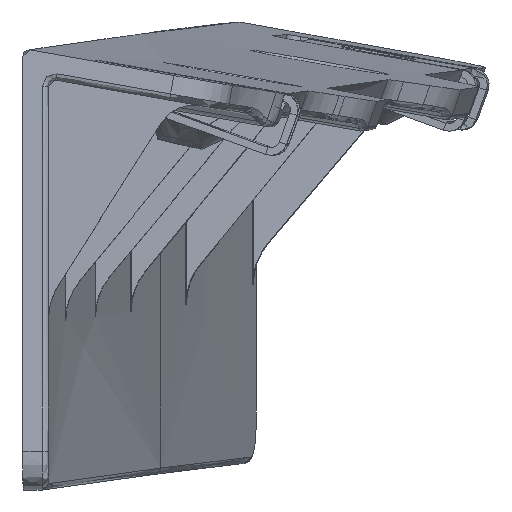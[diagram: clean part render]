
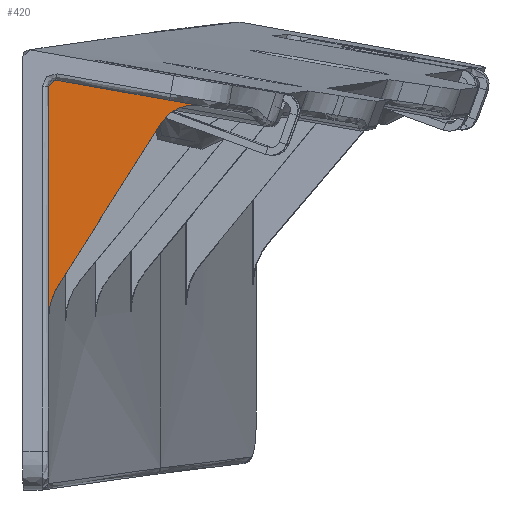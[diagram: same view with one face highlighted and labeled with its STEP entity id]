
A CAD part, left-side view. The second image highlights one B-rep face of the part: STEP entity #420.
In plain terms, the highlighted free-form (B-spline) face has degree [3, 3] with [4, 4] control points.
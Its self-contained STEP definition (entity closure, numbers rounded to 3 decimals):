
#215=B_SPLINE_SURFACE_WITH_KNOTS('',3,3,((#13026,#13027,#13028,#13029),
(#13030,#13031,#13032,#13033),(#13034,#13035,#13036,#13037),(#13038,#13039,
#13040,#13041)),.UNSPECIFIED.,.F.,.F.,.F.,(4,4),(4,4),(0.,1.),(0.,1.),
 .UNSPECIFIED.);
#420=ADVANCED_FACE('',(#818),#215,.T.);
#818=FACE_OUTER_BOUND('',#1098,.T.);
#1098=EDGE_LOOP('',(#2159,#2160,#2161,#2162,#2163,#2164));
#2159=ORIENTED_EDGE('',*,*,#3201,.F.);
#2160=ORIENTED_EDGE('',*,*,#3359,.F.);
#2161=ORIENTED_EDGE('',*,*,#3010,.F.);
#2162=ORIENTED_EDGE('',*,*,#3472,.T.);
#2163=ORIENTED_EDGE('',*,*,#3473,.F.);
#2164=ORIENTED_EDGE('',*,*,#3474,.T.);
#2587=VERTEX_POINT('',#6482);
#2588=VERTEX_POINT('',#6483);
#2756=VERTEX_POINT('',#8554);
#2762=VERTEX_POINT('',#8605);
#2861=VERTEX_POINT('',#13001);
#2862=VERTEX_POINT('',#13012);
#3010=EDGE_CURVE('',#2587,#2588,#3719,.T.);
#3201=EDGE_CURVE('',#2762,#2756,#3906,.T.);
#3359=EDGE_CURVE('',#2588,#2762,#4064,.T.);
#3472=EDGE_CURVE('',#2587,#2861,#4104,.T.);
#3473=EDGE_CURVE('',#2862,#2861,#4105,.T.);
#3474=EDGE_CURVE('',#2862,#2756,#4106,.T.);
#3719=B_SPLINE_CURVE_WITH_KNOTS('',3,(#6469,#6470,#6471,#6472,#6473,#6474,
#6475,#6476,#6477,#6478,#6479,#6480,#6481),.UNSPECIFIED.,.F.,.F.,(4,3,3,
3,4),(0.,0.035,0.287,0.539,1.),
 .UNSPECIFIED.);
#3906=B_SPLINE_CURVE_WITH_KNOTS('',3,(#8606,#8607,#8608,#8609),
 .UNSPECIFIED.,.F.,.F.,(4,4),(0.,1.),.UNSPECIFIED.);
#4064=B_SPLINE_CURVE_WITH_KNOTS('',3,(#11307,#11308,#11309,#11310,#11311,
#11312,#11313,#11314,#11315,#11316,#11317,#11318,#11319,#11320,#11321,#11322,
#11323,#11324,#11325,#11326,#11327,#11328),.UNSPECIFIED.,.F.,.F.,(4,3,3,
3,3,3,3,4),(0.,0.034,0.227,0.42,0.612,
0.805,0.998,1.),.UNSPECIFIED.);
#4104=B_SPLINE_CURVE_WITH_KNOTS('',3,(#12994,#12995,#12996,#12997,#12998,
#12999,#13000),.UNSPECIFIED.,.F.,.F.,(4,3,4),(0.,0.5,1.),
 .UNSPECIFIED.);
#4105=B_SPLINE_CURVE_WITH_KNOTS('',3,(#13002,#13003,#13004,#13005,#13006,
#13007,#13008,#13009,#13010,#13011),.UNSPECIFIED.,.F.,.F.,(4,3,3,4),(0.,
0.19,0.511,1.),.UNSPECIFIED.);
#4106=B_SPLINE_CURVE_WITH_KNOTS('',3,(#13013,#13014,#13015,#13016,#13017,
#13018,#13019,#13020,#13021,#13022,#13023,#13024,#13025),.UNSPECIFIED.,
 .F.,.F.,(4,3,3,3,4),(0.,0.14,0.427,0.713,
1.),.UNSPECIFIED.);
#6469=CARTESIAN_POINT('',(54.43,3653.333,-13.468));
#6470=CARTESIAN_POINT('',(54.43,3653.333,-13.254));
#6471=CARTESIAN_POINT('',(54.43,3653.333,-13.04));
#6472=CARTESIAN_POINT('',(54.43,3653.333,-12.827));
#6473=CARTESIAN_POINT('',(54.43,3653.333,-11.275));
#6474=CARTESIAN_POINT('',(54.43,3653.333,-9.722));
#6475=CARTESIAN_POINT('',(54.43,3653.333,-8.17));
#6476=CARTESIAN_POINT('',(54.43,3653.333,-6.618));
#6477=CARTESIAN_POINT('',(54.43,3653.333,-5.066));
#6478=CARTESIAN_POINT('',(54.43,3653.333,-3.514));
#6479=CARTESIAN_POINT('',(54.43,3653.333,-0.679));
#6480=CARTESIAN_POINT('',(54.43,3653.333,2.155));
#6481=CARTESIAN_POINT('',(54.43,3653.333,4.99));
#6482=CARTESIAN_POINT('',(54.43,3653.333,-13.468));
#6483=CARTESIAN_POINT('',(54.43,3653.333,4.99));
#8554=CARTESIAN_POINT('',(54.538,3641.334,3.458));
#8605=CARTESIAN_POINT('',(54.435,3652.744,5.482));
#8606=CARTESIAN_POINT('',(54.435,3652.744,5.482));
#8607=CARTESIAN_POINT('',(54.469,3648.943,4.796));
#8608=CARTESIAN_POINT('',(54.504,3645.139,4.122));
#8609=CARTESIAN_POINT('',(54.538,3641.334,3.458));
#11307=CARTESIAN_POINT('',(54.43,3653.333,4.99));
#11308=CARTESIAN_POINT('',(54.43,3653.333,5.));
#11309=CARTESIAN_POINT('',(54.43,3653.333,5.01));
#11310=CARTESIAN_POINT('',(54.43,3653.332,5.02));
#11311=CARTESIAN_POINT('',(54.43,3653.329,5.075));
#11312=CARTESIAN_POINT('',(54.43,3653.316,5.132));
#11313=CARTESIAN_POINT('',(54.43,3653.294,5.183));
#11314=CARTESIAN_POINT('',(54.43,3653.273,5.235));
#11315=CARTESIAN_POINT('',(54.431,3653.242,5.283));
#11316=CARTESIAN_POINT('',(54.431,3653.204,5.325));
#11317=CARTESIAN_POINT('',(54.431,3653.167,5.366));
#11318=CARTESIAN_POINT('',(54.432,3653.122,5.402));
#11319=CARTESIAN_POINT('',(54.432,3653.073,5.429));
#11320=CARTESIAN_POINT('',(54.433,3653.023,5.456));
#11321=CARTESIAN_POINT('',(54.433,3652.969,5.474));
#11322=CARTESIAN_POINT('',(54.434,3652.914,5.483));
#11323=CARTESIAN_POINT('',(54.434,3652.859,5.492));
#11324=CARTESIAN_POINT('',(54.435,3652.801,5.492));
#11325=CARTESIAN_POINT('',(54.435,3652.746,5.482));
#11326=CARTESIAN_POINT('',(54.435,3652.745,5.482));
#11327=CARTESIAN_POINT('',(54.435,3652.745,5.482));
#11328=CARTESIAN_POINT('',(54.435,3652.744,5.482));
#12994=CARTESIAN_POINT('',(54.43,3653.333,-13.468));
#12995=CARTESIAN_POINT('',(54.43,3653.333,-12.999));
#12996=CARTESIAN_POINT('',(54.43,3653.266,-12.525));
#12997=CARTESIAN_POINT('',(54.432,3653.135,-12.075));
#12998=CARTESIAN_POINT('',(54.433,3653.005,-11.624));
#12999=CARTESIAN_POINT('',(54.435,3652.808,-11.188));
#13000=CARTESIAN_POINT('',(54.437,3652.557,-10.792));
#13001=CARTESIAN_POINT('',(54.437,3652.557,-10.792));
#13002=CARTESIAN_POINT('',(54.511,3644.384,2.108));
#13003=CARTESIAN_POINT('',(54.506,3644.901,1.292));
#13004=CARTESIAN_POINT('',(54.501,3645.418,0.477));
#13005=CARTESIAN_POINT('',(54.497,3645.935,-0.339));
#13006=CARTESIAN_POINT('',(54.489,3646.809,-1.72));
#13007=CARTESIAN_POINT('',(54.481,3647.684,-3.101));
#13008=CARTESIAN_POINT('',(54.473,3648.559,-4.482));
#13009=CARTESIAN_POINT('',(54.461,3649.892,-6.585));
#13010=CARTESIAN_POINT('',(54.449,3651.224,-8.689));
#13011=CARTESIAN_POINT('',(54.437,3652.557,-10.792));
#13012=CARTESIAN_POINT('',(54.511,3644.384,2.108));
#13013=CARTESIAN_POINT('',(54.511,3644.384,2.108));
#13014=CARTESIAN_POINT('',(54.511,3644.295,2.248));
#13015=CARTESIAN_POINT('',(54.512,3644.194,2.382));
#13016=CARTESIAN_POINT('',(54.513,3644.083,2.506));
#13017=CARTESIAN_POINT('',(54.515,3643.859,2.756));
#13018=CARTESIAN_POINT('',(54.518,3643.588,2.97));
#13019=CARTESIAN_POINT('',(54.52,3643.294,3.132));
#13020=CARTESIAN_POINT('',(54.523,3642.999,3.294));
#13021=CARTESIAN_POINT('',(54.526,3642.673,3.407));
#13022=CARTESIAN_POINT('',(54.529,3642.342,3.462));
#13023=CARTESIAN_POINT('',(54.532,3642.01,3.517));
#13024=CARTESIAN_POINT('',(54.535,3641.665,3.516));
#13025=CARTESIAN_POINT('',(54.538,3641.334,3.458));
#13026=CARTESIAN_POINT('',(54.539,3641.262,3.551));
#13027=CARTESIAN_POINT('',(54.539,3641.262,-3.244));
#13028=CARTESIAN_POINT('',(54.539,3641.262,-10.038));
#13029=CARTESIAN_POINT('',(54.539,3641.262,-16.833));
#13030=CARTESIAN_POINT('',(54.502,3645.31,4.639));
#13031=CARTESIAN_POINT('',(54.502,3645.31,-2.156));
#13032=CARTESIAN_POINT('',(54.502,3645.31,-8.95));
#13033=CARTESIAN_POINT('',(54.502,3645.31,-15.745));
#13034=CARTESIAN_POINT('',(54.466,3649.357,5.726));
#13035=CARTESIAN_POINT('',(54.466,3649.357,-1.068));
#13036=CARTESIAN_POINT('',(54.466,3649.357,-7.863));
#13037=CARTESIAN_POINT('',(54.466,3649.357,-14.657));
#13038=CARTESIAN_POINT('',(54.429,3653.405,6.814));
#13039=CARTESIAN_POINT('',(54.429,3653.405,0.02));
#13040=CARTESIAN_POINT('',(54.429,3653.405,-6.775));
#13041=CARTESIAN_POINT('',(54.429,3653.405,-13.569));
